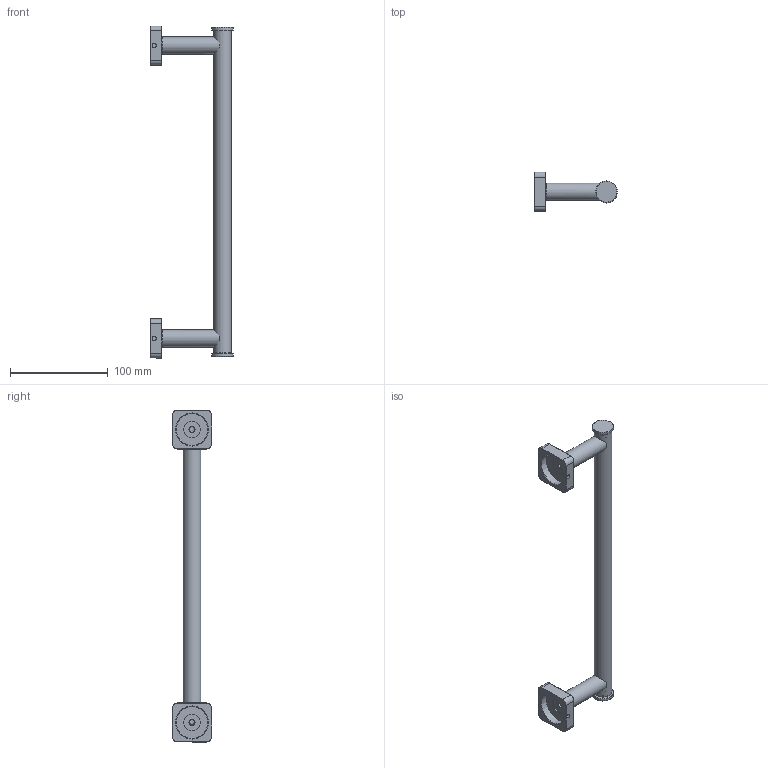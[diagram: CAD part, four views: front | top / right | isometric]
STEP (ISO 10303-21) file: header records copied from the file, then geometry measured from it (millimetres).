
FILE_DESCRIPTION(/* description */ ('Unknown'),/* implementation_level */ '2;1');
FILE_NAME(/* name */ 'GLA06',/* time_stamp */ '2021-07-21T17:06:07+02:00',/* author */ ('Unknown'),/* organization */ ('Unknown'),/* preprocessor_version */ 'ST-DEVELOPER v16.7',/* originating_system */ 'DEX',/* authorisation */ $);
FILE_SCHEMA (('AUTOMOTIVE_DESIGN {1 0 10303 214 3 1 1}'));
Length unit declared in the file: millimetre
Products named in the file (6): GLA06-001; GLA01-01; CBA04-01; CBA06-01; CBA03-02; CBA03-03
Assembly tree (9 placements, depth 2):
  GLA06-001
    GLA01-01  x2
    CBA04-01  x2
    CBA06-01
    CBA03-02  x2
    CBA03-03  x2
Bounding box: 84.49 x 40 x 340 mm (x, y, z)
Volume: 55050.4 mm3; surface area: 62395.3 mm2
Topology: 9 solids, 9 shells, 128 faces, 280 edges, 172 vertices
Faces by surface type: cylinder 54, plane 34, torus 26, cone 12, bspline 2
Full cylindrical faces by diameter (mm): 4.234 x2, 4.917 x4, 6 x4, 6.2 x2, 12 x2, 13 x2, 16 x5, 17 x2, 17.5 x2, 18 x1, 22 x2
Entity records: 2158 total; most frequent: CARTESIAN_POINT 541, DIRECTION 318, ORIENTED_EDGE 206, AXIS2_PLACEMENT_3D 146, FACE_BOUND 112, EDGE_LOOP 110, EDGE_CURVE 103, VERTEX_POINT 79
